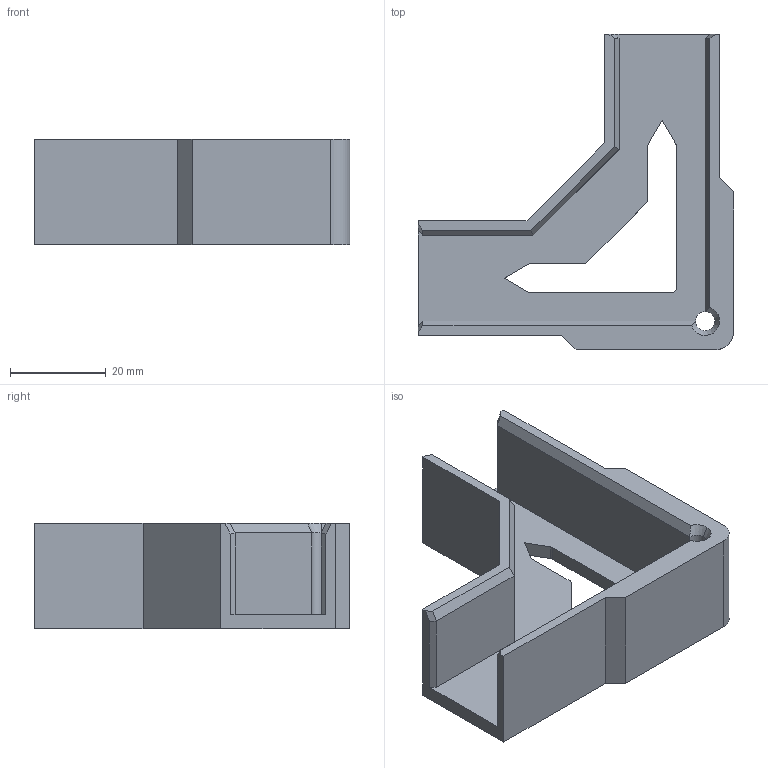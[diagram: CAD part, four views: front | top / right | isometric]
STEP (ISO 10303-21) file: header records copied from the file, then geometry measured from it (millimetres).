
FILE_DESCRIPTION(('FreeCAD Model'),'2;1');
FILE_NAME('Open CASCADE Shape Model','2025-12-24T11:47:11',('Author'),( ''),'Open CASCADE STEP processor 7.8','FreeCAD','Unknown');
FILE_SCHEMA(('AUTOMOTIVE_DESIGN { 1 0 10303 214 1 1 1 1 }'));
Length unit declared in the file: millimetre
Products named in the file (1): Zawartość
Bounding box: 66 x 66 x 22 mm (x, y, z)
Volume: 21188.6 mm3; surface area: 13792.6 mm2
Topology: 1 solids, 1 shells, 415 faces, 1183 edges, 787 vertices
Faces by surface type: extrusion 270, plane 134, cylinder 9, cone 2
Full cylindrical faces by diameter (mm): 4 x1
Entity records: 13811 total; most frequent: CARTESIAN_POINT 4006, ORIENTED_EDGE 2366, DIRECTION 1229, EDGE_CURVE 1183, VECTOR 889, B_SPLINE_CURVE_WITH_KNOTS 810, VERTEX_POINT 787, LINE 619
